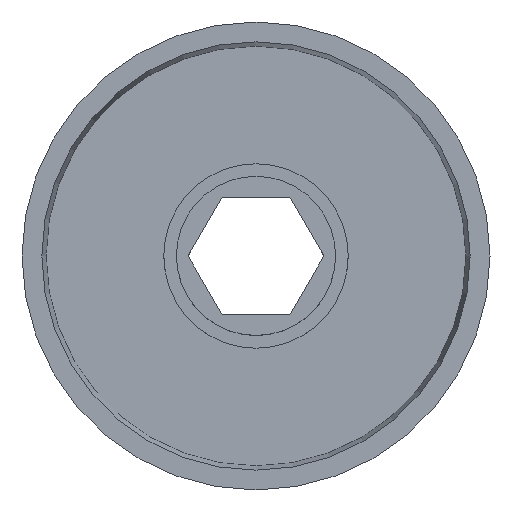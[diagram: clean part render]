
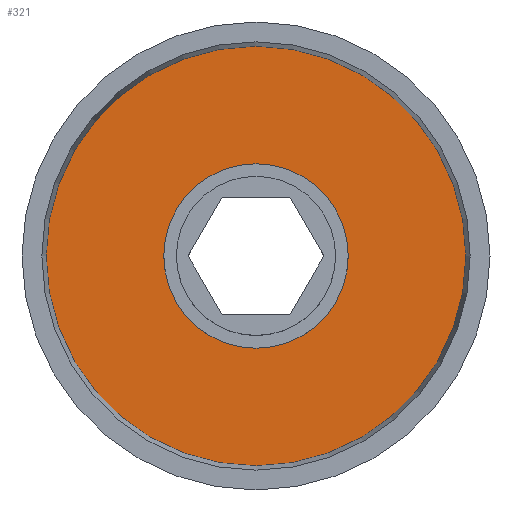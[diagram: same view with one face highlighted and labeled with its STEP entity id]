
A CAD part, top view. The second image highlights one B-rep face of the part: STEP entity #321.
In plain terms, the highlighted planar face has unit normal (0, 0, 1).
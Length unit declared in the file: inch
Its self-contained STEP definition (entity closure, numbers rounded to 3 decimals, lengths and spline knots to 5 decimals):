
#24=FACE_BOUND('',#88,.T.);
#38=PLANE('',#378);
#59=FACE_OUTER_BOUND('',#87,.T.);
#87=EDGE_LOOP('',(#294));
#88=EDGE_LOOP('',(#295));
#145=CIRCLE('',#361,0.29528);
#152=CIRCLE('',#377,0.67213);
#171=VERTEX_POINT('',#532);
#178=VERTEX_POINT('',#559);
#206=EDGE_CURVE('',#171,#171,#145,.T.);
#217=EDGE_CURVE('',#178,#178,#152,.T.);
#294=ORIENTED_EDGE('',*,*,#217,.T.);
#295=ORIENTED_EDGE('',*,*,#206,.F.);
#321=ADVANCED_FACE('',(#59,#24),#38,.T.);
#361=AXIS2_PLACEMENT_3D('',#534,#436,#437);
#377=AXIS2_PLACEMENT_3D('',#561,#472,#473);
#378=AXIS2_PLACEMENT_3D('',#562,#474,#475);
#436=DIRECTION('center_axis',(0.,0.,1.));
#437=DIRECTION('ref_axis',(1.,0.,0.));
#472=DIRECTION('center_axis',(0.,0.,1.));
#473=DIRECTION('ref_axis',(1.,0.,0.));
#474=DIRECTION('center_axis',(0.,0.,1.));
#475=DIRECTION('ref_axis',(1.,0.,0.));
#532=CARTESIAN_POINT('',(0.29528,0.,-0.0625));
#534=CARTESIAN_POINT('Origin',(0.,0.,-0.0625));
#559=CARTESIAN_POINT('',(0.67213,0.,-0.0625));
#561=CARTESIAN_POINT('Origin',(0.,0.,-0.0625));
#562=CARTESIAN_POINT('Origin',(-0.29528,0.,-0.0625));
